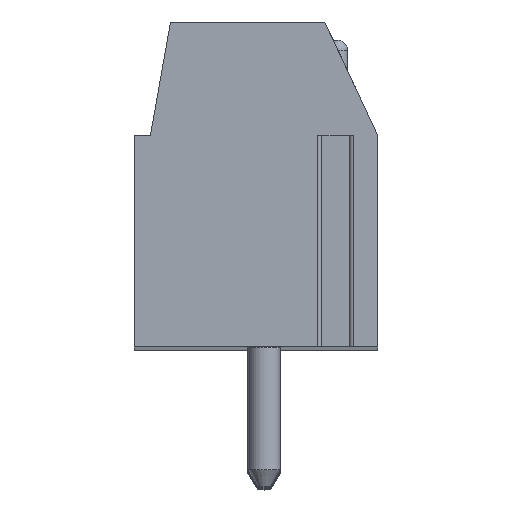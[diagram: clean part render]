
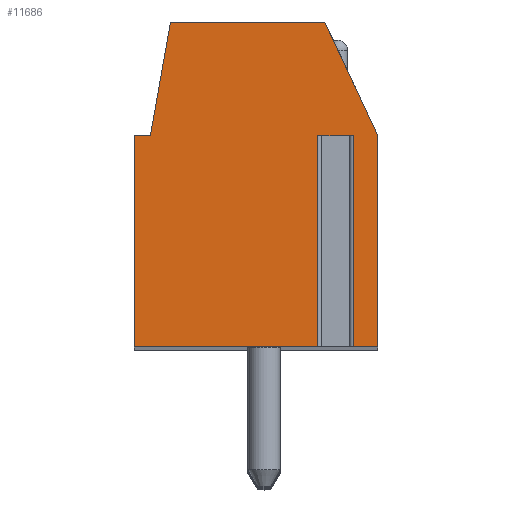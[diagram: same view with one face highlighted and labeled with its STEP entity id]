
A CAD part, top view. The second image highlights one B-rep face of the part: STEP entity #11686.
In plain terms, the highlighted planar face has unit normal (0, 0, 1).
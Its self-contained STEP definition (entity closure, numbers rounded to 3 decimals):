
#13=DIRECTION('',(-1.,0.,0.));
#14=VECTOR('',#13,1.097);
#15=CARTESIAN_POINT('',(2.998,1.5,58.42));
#16=LINE('',#15,#14);
#17=DIRECTION('',(0.,-1.,0.));
#18=VECTOR('',#17,6.5);
#19=CARTESIAN_POINT('',(1.902,1.5,58.42));
#20=LINE('',#19,#18);
#21=DIRECTION('',(1.,0.,0.));
#22=VECTOR('',#21,5.652);
#23=CARTESIAN_POINT('',(-3.75,-5.,58.42));
#24=LINE('',#23,#22);
#25=DIRECTION('',(0.,-1.,0.));
#26=VECTOR('',#25,6.5);
#27=CARTESIAN_POINT('',(-3.75,1.5,58.42));
#28=LINE('',#27,#26);
#29=DIRECTION('',(-1.,0.,0.));
#30=VECTOR('',#29,0.5);
#31=CARTESIAN_POINT('',(-3.25,1.5,58.42));
#32=LINE('',#31,#30);
#33=DIRECTION('',(-0.174,-0.985,0.));
#34=VECTOR('',#33,3.554);
#35=CARTESIAN_POINT('',(-2.633,5.,58.42));
#36=LINE('',#35,#34);
#37=DIRECTION('',(-1.,0.,0.));
#38=VECTOR('',#37,4.751);
#39=CARTESIAN_POINT('',(2.118,5.,58.42));
#40=LINE('',#39,#38);
#41=DIRECTION('',(-0.423,0.906,0.));
#42=VECTOR('',#41,3.862);
#43=CARTESIAN_POINT('',(3.75,1.5,58.42));
#44=LINE('',#43,#42);
#45=DIRECTION('',(0.,1.,0.));
#46=VECTOR('',#45,6.5);
#47=CARTESIAN_POINT('',(3.75,-5.,58.42));
#48=LINE('',#47,#46);
#49=DIRECTION('',(1.,0.,0.));
#50=VECTOR('',#49,0.752);
#51=CARTESIAN_POINT('',(2.998,-5.,58.42));
#52=LINE('',#51,#50);
#53=DIRECTION('',(0.,-1.,0.));
#54=VECTOR('',#53,6.5);
#55=CARTESIAN_POINT('',(2.998,1.5,58.42));
#56=LINE('',#55,#54);
#9269=CARTESIAN_POINT('',(-2.633,5.,58.42));
#9270=CARTESIAN_POINT('',(-3.25,1.5,58.42));
#9271=VERTEX_POINT('',#9269);
#9272=VERTEX_POINT('',#9270);
#9273=CARTESIAN_POINT('',(-3.75,1.5,58.42));
#9274=VERTEX_POINT('',#9273);
#9275=CARTESIAN_POINT('',(-3.75,-5.,58.42));
#9276=VERTEX_POINT('',#9275);
#9277=CARTESIAN_POINT('',(3.75,-5.,58.42));
#9278=CARTESIAN_POINT('',(3.75,1.5,58.42));
#9279=VERTEX_POINT('',#9277);
#9280=VERTEX_POINT('',#9278);
#9281=CARTESIAN_POINT('',(2.118,5.,58.42));
#9282=VERTEX_POINT('',#9281);
#9341=CARTESIAN_POINT('',(2.998,1.5,58.42));
#9342=CARTESIAN_POINT('',(1.902,1.5,58.42));
#9343=VERTEX_POINT('',#9341);
#9344=VERTEX_POINT('',#9342);
#9345=CARTESIAN_POINT('',(1.902,-5.,58.42));
#9346=VERTEX_POINT('',#9345);
#9347=CARTESIAN_POINT('',(2.998,-5.,58.42));
#9348=VERTEX_POINT('',#9347);
#11657=CARTESIAN_POINT('',(0.,0.,58.42));
#11658=DIRECTION('',(0.,0.,1.));
#11659=DIRECTION('',(1.,0.,0.));
#11660=AXIS2_PLACEMENT_3D('',#11657,#11658,#11659);
#11661=PLANE('',#11660);
#11663=ORIENTED_EDGE('',*,*,#11662,.T.);
#11665=ORIENTED_EDGE('',*,*,#11664,.T.);
#11667=ORIENTED_EDGE('',*,*,#11666,.F.);
#11669=ORIENTED_EDGE('',*,*,#11668,.F.);
#11671=ORIENTED_EDGE('',*,*,#11670,.F.);
#11673=ORIENTED_EDGE('',*,*,#11672,.F.);
#11675=ORIENTED_EDGE('',*,*,#11674,.F.);
#11677=ORIENTED_EDGE('',*,*,#11676,.F.);
#11679=ORIENTED_EDGE('',*,*,#11678,.F.);
#11681=ORIENTED_EDGE('',*,*,#11680,.F.);
#11683=ORIENTED_EDGE('',*,*,#11682,.F.);
#11684=EDGE_LOOP('',(#11663,#11665,#11667,#11669,#11671,#11673,#11675,#11677,
#11679,#11681,#11683));
#11685=FACE_OUTER_BOUND('',#11684,.F.);
#11662=EDGE_CURVE('',#9343,#9344,#16,.T.);
#11664=EDGE_CURVE('',#9344,#9346,#20,.T.);
#11666=EDGE_CURVE('',#9276,#9346,#24,.T.);
#11668=EDGE_CURVE('',#9274,#9276,#28,.T.);
#11670=EDGE_CURVE('',#9272,#9274,#32,.T.);
#11672=EDGE_CURVE('',#9271,#9272,#36,.T.);
#11674=EDGE_CURVE('',#9282,#9271,#40,.T.);
#11676=EDGE_CURVE('',#9280,#9282,#44,.T.);
#11678=EDGE_CURVE('',#9279,#9280,#48,.T.);
#11680=EDGE_CURVE('',#9348,#9279,#52,.T.);
#11682=EDGE_CURVE('',#9343,#9348,#56,.T.);
#11686=ADVANCED_FACE('',(#11685),#11661,.T.);
